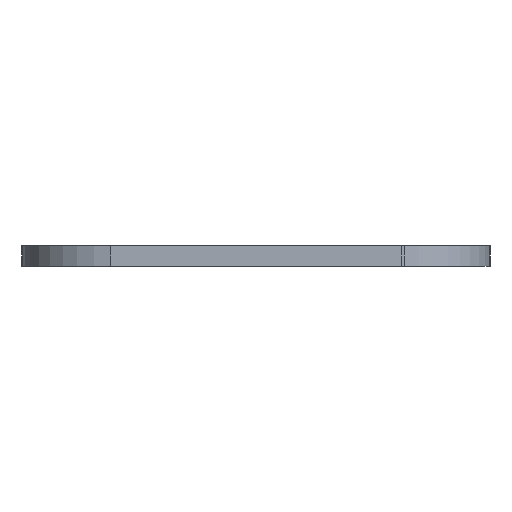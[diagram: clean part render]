
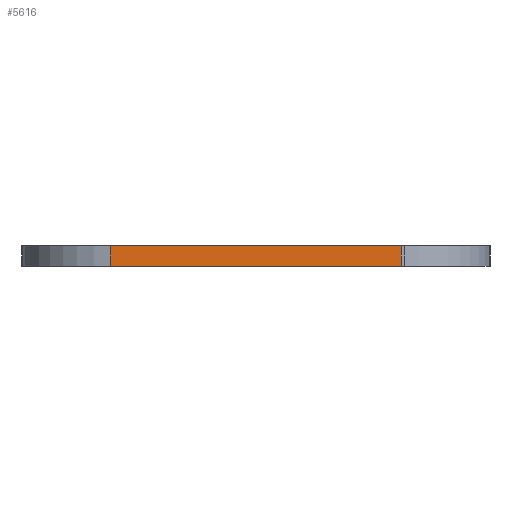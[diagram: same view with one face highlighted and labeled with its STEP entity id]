
A CAD part, left-side view. The second image highlights one B-rep face of the part: STEP entity #5616.
In plain terms, the highlighted planar face has unit normal (-1, 0, 0).
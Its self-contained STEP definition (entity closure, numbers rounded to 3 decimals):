
#502=PLANE('',#6360);
#748=FACE_OUTER_BOUND('',#994,.T.);
#994=EDGE_LOOP('',(#4645,#4646,#4647,#4648));
#1693=LINE('',#9480,#1953);
#1718=LINE('',#9543,#1978);
#1719=LINE('',#9545,#1979);
#1720=LINE('',#9546,#1980);
#1953=VECTOR('',#8001,10.);
#1978=VECTOR('',#8060,10.);
#1979=VECTOR('',#8063,10.);
#1980=VECTOR('',#8064,10.);
#2918=VERTEX_POINT('',#9477);
#2919=VERTEX_POINT('',#9479);
#2939=VERTEX_POINT('',#9539);
#2940=VERTEX_POINT('',#9541);
#3638=EDGE_CURVE('',#2918,#2919,#1693,.T.);
#3670=EDGE_CURVE('',#2939,#2940,#1718,.T.);
#3671=EDGE_CURVE('',#2918,#2939,#1719,.T.);
#3672=EDGE_CURVE('',#2919,#2940,#1720,.T.);
#4645=ORIENTED_EDGE('',*,*,#3671,.T.);
#4646=ORIENTED_EDGE('',*,*,#3670,.T.);
#4647=ORIENTED_EDGE('',*,*,#3672,.F.);
#4648=ORIENTED_EDGE('',*,*,#3638,.F.);
#5616=ADVANCED_FACE('',(#748),#502,.T.);
#6360=AXIS2_PLACEMENT_3D('',#9544,#8061,#8062);
#8001=DIRECTION('',(0.,0.,1.));
#8060=DIRECTION('',(0.,0.,1.));
#8061=DIRECTION('center_axis',(-1.,0.,0.));
#8062=DIRECTION('ref_axis',(0.,-1.,0.));
#8063=DIRECTION('',(0.,-1.,0.));
#8064=DIRECTION('',(0.,-1.,0.));
#9477=CARTESIAN_POINT('',(-27.178,10.414,0.));
#9479=CARTESIAN_POINT('',(-27.178,10.414,1.5));
#9480=CARTESIAN_POINT('',(-27.178,10.414,0.));
#9539=CARTESIAN_POINT('',(-27.178,-10.414,0.));
#9541=CARTESIAN_POINT('',(-27.178,-10.414,1.5));
#9543=CARTESIAN_POINT('',(-27.178,-10.414,0.));
#9544=CARTESIAN_POINT('Origin',(-27.178,10.414,0.));
#9545=CARTESIAN_POINT('',(-27.178,10.414,0.));
#9546=CARTESIAN_POINT('',(-27.178,10.414,1.5));
